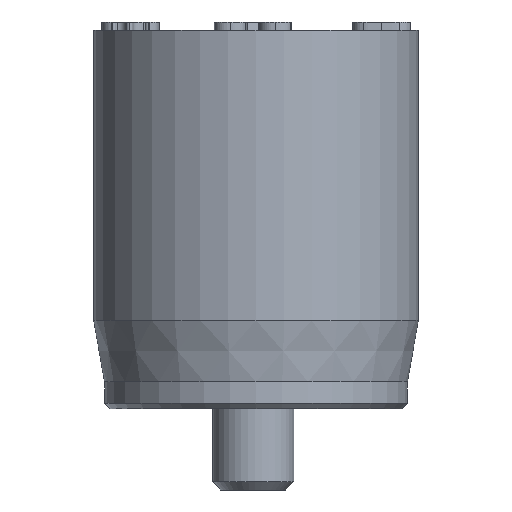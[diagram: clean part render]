
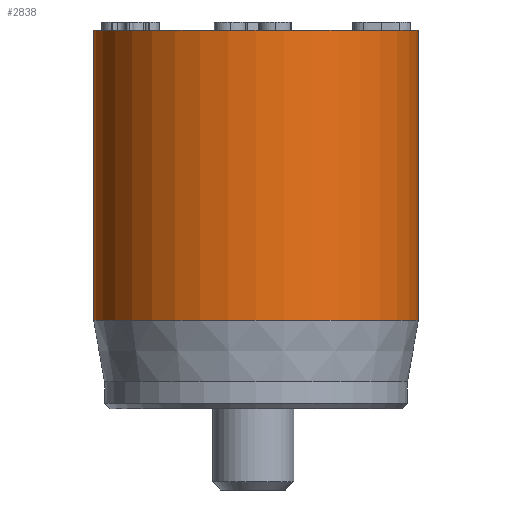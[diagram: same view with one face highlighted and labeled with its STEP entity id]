
A CAD part, front view. The second image highlights one B-rep face of the part: STEP entity #2838.
In plain terms, the highlighted cylindrical face has radius 6 mm (diameter 12 mm), a full revolution.
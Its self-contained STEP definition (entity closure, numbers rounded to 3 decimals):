
#31=CYLINDRICAL_SURFACE('',#2965,6.);
#43=CIRCLE('',#2941,6.);
#54=CIRCLE('',#2963,6.);
#55=CIRCLE('',#2964,6.);
#267=FACE_OUTER_BOUND('',#442,.T.);
#442=EDGE_LOOP('',(#2481,#2482,#2483,#2484,#2485));
#619=LINE('',#5623,#804);
#804=VECTOR('',#3255,6.);
#1282=VERTEX_POINT('',#5579);
#1293=VERTEX_POINT('',#5617);
#1294=VERTEX_POINT('',#5618);
#1680=EDGE_CURVE('',#1282,#1282,#43,.T.);
#1696=EDGE_CURVE('',#1293,#1294,#54,.T.);
#1697=EDGE_CURVE('',#1294,#1293,#55,.T.);
#1699=EDGE_CURVE('',#1282,#1293,#619,.T.);
#2481=ORIENTED_EDGE('',*,*,#1680,.T.);
#2482=ORIENTED_EDGE('',*,*,#1699,.T.);
#2483=ORIENTED_EDGE('',*,*,#1696,.T.);
#2484=ORIENTED_EDGE('',*,*,#1697,.T.);
#2485=ORIENTED_EDGE('',*,*,#1699,.F.);
#2838=ADVANCED_FACE('',(#267),#31,.T.);
#2941=AXIS2_PLACEMENT_3D('',#5580,#3199,#3200);
#2963=AXIS2_PLACEMENT_3D('',#5619,#3248,#3249);
#2964=AXIS2_PLACEMENT_3D('',#5620,#3250,#3251);
#2965=AXIS2_PLACEMENT_3D('',#5622,#3253,#3254);
#3199=DIRECTION('center_axis',(0.,0.,-1.));
#3200=DIRECTION('ref_axis',(-1.,0.,0.));
#3248=DIRECTION('center_axis',(0.,0.,1.));
#3249=DIRECTION('ref_axis',(-1.,0.,0.));
#3250=DIRECTION('center_axis',(0.,0.,1.));
#3251=DIRECTION('ref_axis',(-1.,0.,0.));
#3253=DIRECTION('center_axis',(0.,0.,1.));
#3254=DIRECTION('ref_axis',(-1.,0.,0.));
#3255=DIRECTION('',(0.,0.,-1.));
#5579=CARTESIAN_POINT('',(6.,0.,14.));
#5580=CARTESIAN_POINT('Origin',(0.,0.,14.));
#5617=CARTESIAN_POINT('',(6.,0.,3.269));
#5618=CARTESIAN_POINT('',(-6.,0.,3.269));
#5619=CARTESIAN_POINT('Origin',(0.,0.,3.269));
#5620=CARTESIAN_POINT('Origin',(0.,0.,3.269));
#5622=CARTESIAN_POINT('Origin',(0.,0.,0.));
#5623=CARTESIAN_POINT('',(6.,0.,0.));
